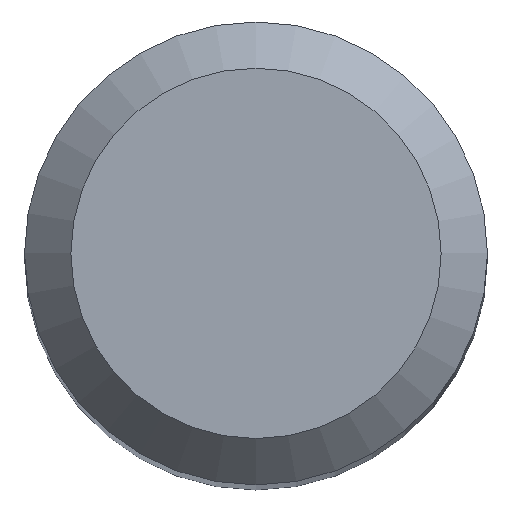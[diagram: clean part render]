
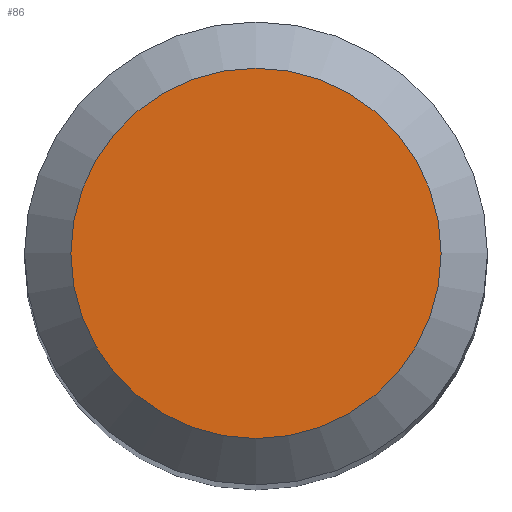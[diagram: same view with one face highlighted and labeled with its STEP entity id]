
A CAD part, top view. The second image highlights one B-rep face of the part: STEP entity #86.
In plain terms, the highlighted planar face has unit normal (0, 0, 1).
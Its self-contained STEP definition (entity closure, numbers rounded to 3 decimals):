
#35 = DIRECTION ( 'NONE',  ( -1., 0., 0. ) ) ;
#55 = PLANE ( 'NONE',  #218 ) ;
#56 = AXIS2_PLACEMENT_3D ( 'NONE', #175, #116, #58 ) ;
#58 = DIRECTION ( 'NONE',  ( 1., 0., 0. ) ) ;
#86 = ADVANCED_FACE ( 'NONE', ( #239 ), #55, .F. ) ;
#116 = DIRECTION ( 'NONE',  ( 0., 0., 1. ) ) ;
#131 = EDGE_CURVE ( 'NONE', #178, #178, #181, .T. ) ;
#175 = CARTESIAN_POINT ( 'NONE',  ( 0., 0., 42. ) ) ;
#176 = ORIENTED_EDGE ( 'NONE', *, *, #131, .T. ) ;
#178 = VERTEX_POINT ( 'NONE', #206 ) ;
#181 = CIRCLE ( 'NONE', #56, 1.6 ) ;
#206 = CARTESIAN_POINT ( 'NONE',  ( 1.6, 0., 42. ) ) ;
#213 = EDGE_LOOP ( 'NONE', ( #176 ) ) ;
#218 = AXIS2_PLACEMENT_3D ( 'NONE', #360, #236, #35 ) ;
#236 = DIRECTION ( 'NONE',  ( 0., 0., -1. ) ) ;
#239 = FACE_OUTER_BOUND ( 'NONE', #213, .T. ) ;
#360 = CARTESIAN_POINT ( 'NONE',  ( 0., 1.6, 42. ) ) ;
